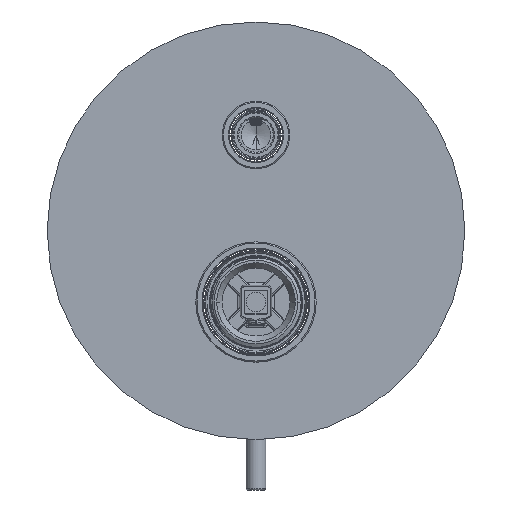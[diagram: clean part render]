
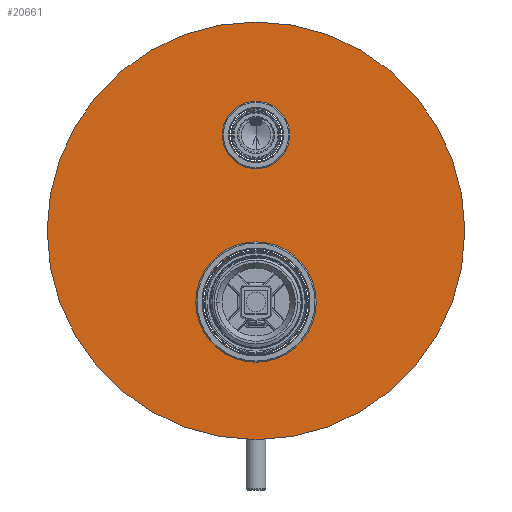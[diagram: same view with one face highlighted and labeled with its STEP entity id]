
A CAD part, front view. The second image highlights one B-rep face of the part: STEP entity #20661.
In plain terms, the highlighted face is planar.
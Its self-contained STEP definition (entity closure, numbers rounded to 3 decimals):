
#20530=CARTESIAN_POINT('',(0.,0.,0.));
#20531=DIRECTION('',(0.,0.,-1.));
#20532=DIRECTION('',(1.,0.,0.));
#20533=AXIS2_PLACEMENT_3D('',#20530,#20531,#20532);
#20535=CARTESIAN_POINT('',(0.,0.,0.));
#20536=DIRECTION('',(0.,0.,-1.));
#20537=DIRECTION('',(-1.,0.,0.));
#20538=AXIS2_PLACEMENT_3D('',#20535,#20536,#20537);
#20540=CARTESIAN_POINT('',(0.,68.,0.));
#20541=DIRECTION('',(0.,0.,-1.));
#20542=DIRECTION('',(1.,0.,0.));
#20543=AXIS2_PLACEMENT_3D('',#20540,#20541,#20542);
#20545=CARTESIAN_POINT('',(0.,68.,0.));
#20546=DIRECTION('',(0.,0.,-1.));
#20547=DIRECTION('',(-1.,0.,0.));
#20548=AXIS2_PLACEMENT_3D('',#20545,#20546,#20547);
#20550=CARTESIAN_POINT('',(0.,29.,0.));
#20551=DIRECTION('',(0.,0.,1.));
#20552=DIRECTION('',(1.,0.,0.));
#20553=AXIS2_PLACEMENT_3D('',#20550,#20551,#20552);
#20555=CARTESIAN_POINT('',(0.,29.,0.));
#20556=DIRECTION('',(0.,0.,1.));
#20557=DIRECTION('',(-1.,0.,0.));
#20558=AXIS2_PLACEMENT_3D('',#20555,#20556,#20557);
#20614=CARTESIAN_POINT('',(21.5,0.,0.));
#20615=CARTESIAN_POINT('',(-21.5,0.,0.));
#20616=VERTEX_POINT('',#20614);
#20617=VERTEX_POINT('',#20615);
#20618=CARTESIAN_POINT('',(10.75,68.,0.));
#20619=CARTESIAN_POINT('',(-10.75,68.,0.));
#20620=VERTEX_POINT('',#20618);
#20621=VERTEX_POINT('',#20619);
#20630=CARTESIAN_POINT('',(85.,29.,0.));
#20631=CARTESIAN_POINT('',(-85.,29.,0.));
#20632=VERTEX_POINT('',#20630);
#20633=VERTEX_POINT('',#20631);
#20638=CARTESIAN_POINT('',(0.,0.,0.));
#20639=DIRECTION('',(0.,0.,1.));
#20640=DIRECTION('',(1.,0.,0.));
#20641=AXIS2_PLACEMENT_3D('',#20638,#20639,#20640);
#20642=PLANE('',#20641);
#20644=ORIENTED_EDGE('',*,*,#20643,.T.);
#20646=ORIENTED_EDGE('',*,*,#20645,.T.);
#20647=EDGE_LOOP('',(#20644,#20646));
#20648=FACE_OUTER_BOUND('',#20647,.F.);
#20650=ORIENTED_EDGE('',*,*,#20649,.T.);
#20652=ORIENTED_EDGE('',*,*,#20651,.T.);
#20653=EDGE_LOOP('',(#20650,#20652));
#20654=FACE_BOUND('',#20653,.F.);
#20656=ORIENTED_EDGE('',*,*,#20655,.T.);
#20658=ORIENTED_EDGE('',*,*,#20657,.T.);
#20659=EDGE_LOOP('',(#20656,#20658));
#20660=FACE_BOUND('',#20659,.F.);
#20661=ADVANCED_FACE('',(#20648,#20654,#20660),#20642,.F.);
#20534=CIRCLE('',#20533,21.5);
#20539=CIRCLE('',#20538,21.5);
#20544=CIRCLE('',#20543,10.75);
#20549=CIRCLE('',#20548,10.75);
#20554=CIRCLE('',#20553,85.);
#20559=CIRCLE('',#20558,85.);
#20643=EDGE_CURVE('',#20632,#20633,#20554,.T.);
#20645=EDGE_CURVE('',#20633,#20632,#20559,.T.);
#20649=EDGE_CURVE('',#20620,#20621,#20544,.T.);
#20651=EDGE_CURVE('',#20621,#20620,#20549,.T.);
#20655=EDGE_CURVE('',#20616,#20617,#20534,.T.);
#20657=EDGE_CURVE('',#20617,#20616,#20539,.T.);
